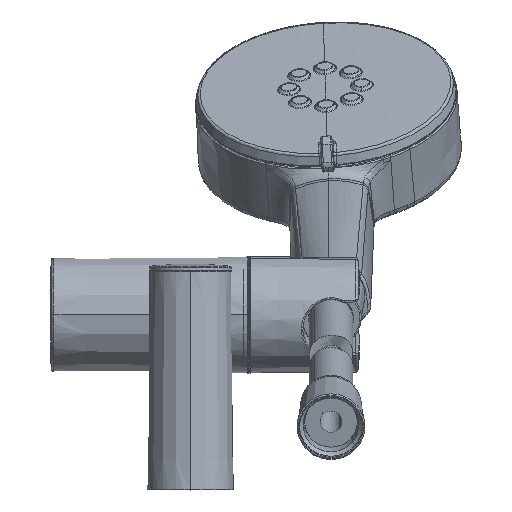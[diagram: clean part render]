
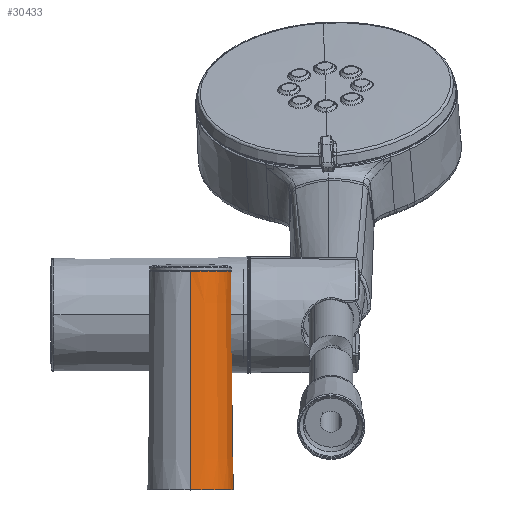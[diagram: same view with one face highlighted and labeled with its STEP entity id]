
A CAD part, front view. The second image highlights one B-rep face of the part: STEP entity #30433.
In plain terms, the highlighted conical face has half-angle 0.561 degrees and reference radius 14.75 mm.
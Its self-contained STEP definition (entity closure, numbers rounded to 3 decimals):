
#51 = ORIENTED_EDGE ( 'NONE', *, *, #19231, .T. ) ;
#838 = ORIENTED_EDGE ( 'NONE', *, *, #11680, .T. ) ;
#1052 = VECTOR ( 'NONE', #35951, 1000. ) ;
#2370 = EDGE_LOOP ( 'NONE', ( #10376, #838, #38481, #51, #4521 ) ) ;
#3927 = VECTOR ( 'NONE', #4871, 1000. ) ;
#4521 = ORIENTED_EDGE ( 'NONE', *, *, #17443, .F. ) ;
#4871 = DIRECTION ( 'NONE',  ( 0., -0.01, -1. ) ) ;
#5050 = CARTESIAN_POINT ( 'NONE',  ( 0., -14.75, 0. ) ) ;
#7596 = CARTESIAN_POINT ( 'NONE',  ( 0., 0., 0. ) ) ;
#8317 = CARTESIAN_POINT ( 'NONE',  ( 0., 14.75, 0. ) ) ;
#9415 = FACE_OUTER_BOUND ( 'NONE', #2370, .T. ) ;
#9556 = CARTESIAN_POINT ( 'NONE',  ( 0., 14.017, 74.902 ) ) ;
#10376 = ORIENTED_EDGE ( 'NONE', *, *, #12961, .T. ) ;
#10724 = DIRECTION ( 'NONE',  ( 0., 0., -1. ) ) ;
#11030 = LINE ( 'NONE', #20309, #3927 ) ;
#11048 = DIRECTION ( 'NONE',  ( 0., 1., 0. ) ) ;
#11670 = CIRCLE ( 'NONE', #31503, 14.75 ) ;
#11680 = EDGE_CURVE ( 'NONE', #34597, #28854, #17786, .T. ) ;
#12961 = EDGE_CURVE ( 'NONE', #40975, #34597, #43784, .T. ) ;
#16927 = VERTEX_POINT ( 'NONE', #8317 ) ;
#17443 = EDGE_CURVE ( 'NONE', #40975, #16927, #21088, .T. ) ;
#17786 = CIRCLE ( 'NONE', #36709, 14.017 ) ;
#19231 = EDGE_CURVE ( 'NONE', #37176, #16927, #11670, .T. ) ;
#20309 = CARTESIAN_POINT ( 'NONE',  ( 0., -14.75, 0. ) ) ;
#21088 = LINE ( 'NONE', #27864, #1052 ) ;
#22760 = EDGE_CURVE ( 'NONE', #28854, #37176, #11030, .T. ) ;
#25478 = DIRECTION ( 'NONE',  ( -1., 0., 0. ) ) ;
#27864 = CARTESIAN_POINT ( 'NONE',  ( 0., 14.75, 0. ) ) ;
#28854 = VERTEX_POINT ( 'NONE', #43539 ) ;
#29670 = CARTESIAN_POINT ( 'NONE',  ( 0., 0., 0. ) ) ;
#30007 = DIRECTION ( 'NONE',  ( 0., 0., 1. ) ) ;
#30433 = ADVANCED_FACE ( 'NONE', ( #9415 ), #48986, .T. ) ;
#31503 = AXIS2_PLACEMENT_3D ( 'NONE', #7596, #30007, #11048 ) ;
#32863 = DIRECTION ( 'NONE',  ( 0., 0., -1. ) ) ;
#34597 = VERTEX_POINT ( 'NONE', #39975 ) ;
#35951 = DIRECTION ( 'NONE',  ( 0., 0.01, -1. ) ) ;
#36340 = DIRECTION ( 'NONE',  ( -1., 0., 0. ) ) ;
#36575 = CARTESIAN_POINT ( 'NONE',  ( 0., 0., 74.902 ) ) ;
#36709 = AXIS2_PLACEMENT_3D ( 'NONE', #36575, #47803, #25478 ) ;
#37117 = DIRECTION ( 'NONE',  ( 0., 1., 0. ) ) ;
#37176 = VERTEX_POINT ( 'NONE', #5050 ) ;
#37386 = AXIS2_PLACEMENT_3D ( 'NONE', #47566, #32863, #36340 ) ;
#38481 = ORIENTED_EDGE ( 'NONE', *, *, #22760, .T. ) ;
#38859 = AXIS2_PLACEMENT_3D ( 'NONE', #29670, #10724, #37117 ) ;
#39975 = CARTESIAN_POINT ( 'NONE',  ( 14.016, 0.14, 74.902 ) ) ;
#40975 = VERTEX_POINT ( 'NONE', #9556 ) ;
#43539 = CARTESIAN_POINT ( 'NONE',  ( 0., -14.017, 74.902 ) ) ;
#43784 = CIRCLE ( 'NONE', #37386, 14.017 ) ;
#47566 = CARTESIAN_POINT ( 'NONE',  ( 0., 0., 74.902 ) ) ;
#47803 = DIRECTION ( 'NONE',  ( 0., 0., -1. ) ) ;
#48986 = CONICAL_SURFACE ( 'NONE', #38859, 14.75, 0.01 ) ;
